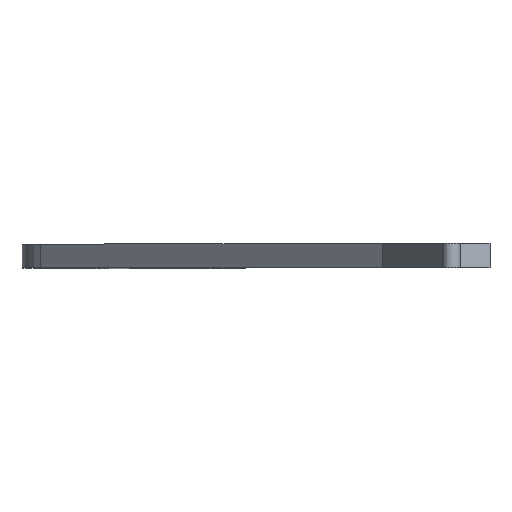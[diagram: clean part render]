
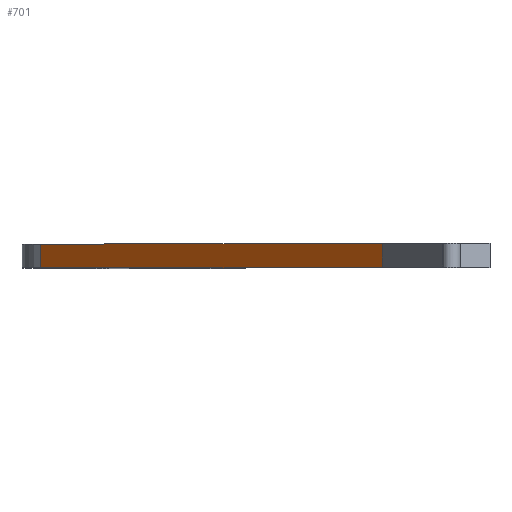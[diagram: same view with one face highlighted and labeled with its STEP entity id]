
A CAD part, top view. The second image highlights one B-rep face of the part: STEP entity #701.
In plain terms, the highlighted planar face has unit normal (-0.707, 0, 0.707).
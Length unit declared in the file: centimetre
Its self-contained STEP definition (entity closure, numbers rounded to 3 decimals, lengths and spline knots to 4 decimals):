
#39=PLANE('',#767);
#71=FACE_OUTER_BOUND('',#106,.T.);
#106=EDGE_LOOP('',(#562,#563,#564,#565));
#183=LINE('',#1106,#268);
#184=LINE('',#1109,#269);
#185=LINE('',#1111,#270);
#186=LINE('',#1112,#271);
#268=VECTOR('',#906,1.);
#269=VECTOR('',#909,1.);
#270=VECTOR('',#910,1.);
#271=VECTOR('',#911,1.);
#353=VERTEX_POINT('',#1102);
#354=VERTEX_POINT('',#1104);
#355=VERTEX_POINT('',#1108);
#356=VERTEX_POINT('',#1110);
#441=EDGE_CURVE('',#353,#354,#183,.T.);
#442=EDGE_CURVE('',#355,#353,#184,.T.);
#443=EDGE_CURVE('',#356,#354,#185,.T.);
#444=EDGE_CURVE('',#355,#356,#186,.T.);
#562=ORIENTED_EDGE('',*,*,#442,.T.);
#563=ORIENTED_EDGE('',*,*,#441,.T.);
#564=ORIENTED_EDGE('',*,*,#443,.F.);
#565=ORIENTED_EDGE('',*,*,#444,.F.);
#701=ADVANCED_FACE('',(#71),#39,.T.);
#767=AXIS2_PLACEMENT_3D('',#1107,#907,#908);
#906=DIRECTION('',(0.,1.,0.));
#907=DIRECTION('center_axis',(-0.707,0.,0.707));
#908=DIRECTION('ref_axis',(0.707,0.,0.707));
#909=DIRECTION('',(0.707,0.,0.707));
#910=DIRECTION('',(0.707,0.,0.707));
#911=DIRECTION('',(0.,1.,0.));
#1102=CARTESIAN_POINT('',(-0.6532,0.,-1.3694));
#1104=CARTESIAN_POINT('',(-0.6532,0.2,-1.3694));
#1106=CARTESIAN_POINT('',(-0.6532,0.,-1.3694));
#1107=CARTESIAN_POINT('Origin',(-3.5245,0.,-4.2407));
#1108=CARTESIAN_POINT('',(-3.5245,0.,-4.2407));
#1109=CARTESIAN_POINT('',(-3.5245,0.,-4.2407));
#1110=CARTESIAN_POINT('',(-3.5245,0.2,-4.2407));
#1111=CARTESIAN_POINT('',(-3.5245,0.2,-4.2407));
#1112=CARTESIAN_POINT('',(-3.5245,0.,-4.2407));
